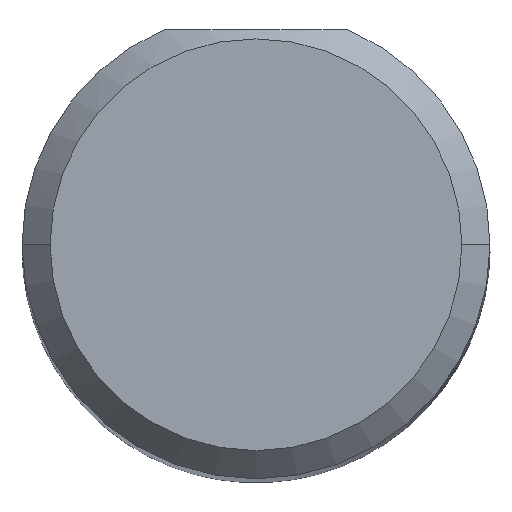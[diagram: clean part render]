
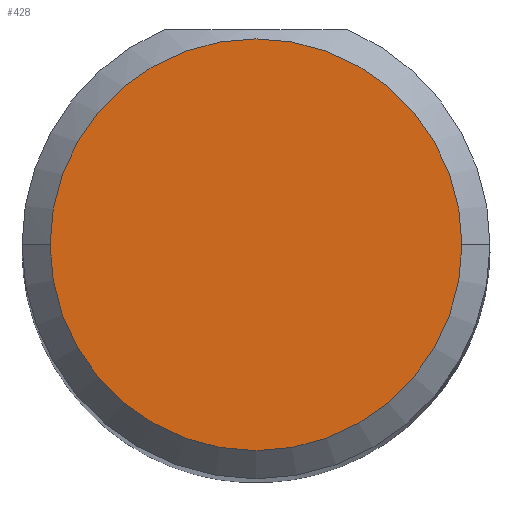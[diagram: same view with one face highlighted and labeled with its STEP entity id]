
A CAD part, top view. The second image highlights one B-rep face of the part: STEP entity #428.
In plain terms, the highlighted planar face has unit normal (0, 0, 1).
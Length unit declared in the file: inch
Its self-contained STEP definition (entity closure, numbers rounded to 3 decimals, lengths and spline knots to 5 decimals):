
#45 = AXIS2_PLACEMENT_3D ( 'NONE', #347, #244, #602 ) ;
#91 = PLANE ( 'NONE',  #326 ) ;
#100 = DIRECTION ( 'NONE',  ( 0., 0., 1. ) ) ;
#103 = DIRECTION ( 'NONE',  ( 1., 0., 0. ) ) ;
#244 = DIRECTION ( 'NONE',  ( 0., 0., 1. ) ) ;
#247 = DIRECTION ( 'NONE',  ( 1., 0., 0. ) ) ;
#269 = EDGE_CURVE ( 'NONE', #526, #293, #317, .T. ) ;
#287 = CARTESIAN_POINT ( 'NONE',  ( 0., 0., 2.5 ) ) ;
#293 = VERTEX_POINT ( 'NONE', #574 ) ;
#297 = AXIS2_PLACEMENT_3D ( 'NONE', #555, #100, #103 ) ;
#317 = CIRCLE ( 'NONE', #297, 0.11 ) ;
#323 = ORIENTED_EDGE ( 'NONE', *, *, #269, .T. ) ;
#326 = AXIS2_PLACEMENT_3D ( 'NONE', #287, #487, #247 ) ;
#347 = CARTESIAN_POINT ( 'NONE',  ( 0., 0., 2.5 ) ) ;
#428 = ADVANCED_FACE ( 'NONE', ( #435 ), #91, .T. ) ;
#433 = EDGE_CURVE ( 'NONE', #293, #526, #627, .T. ) ;
#435 = FACE_OUTER_BOUND ( 'NONE', #572, .T. ) ;
#459 = CARTESIAN_POINT ( 'NONE',  ( 0.11, 0., 2.5 ) ) ;
#487 = DIRECTION ( 'NONE',  ( 0., 0., 1. ) ) ;
#526 = VERTEX_POINT ( 'NONE', #459 ) ;
#555 = CARTESIAN_POINT ( 'NONE',  ( 0., 0., 2.5 ) ) ;
#572 = EDGE_LOOP ( 'NONE', ( #622, #323 ) ) ;
#574 = CARTESIAN_POINT ( 'NONE',  ( -0.11, 0., 2.5 ) ) ;
#602 = DIRECTION ( 'NONE',  ( 1., 0., 0. ) ) ;
#622 = ORIENTED_EDGE ( 'NONE', *, *, #433, .T. ) ;
#627 = CIRCLE ( 'NONE', #45, 0.11 ) ;
